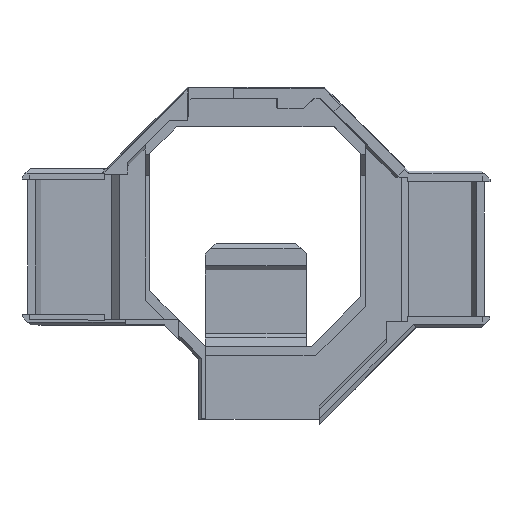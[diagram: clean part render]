
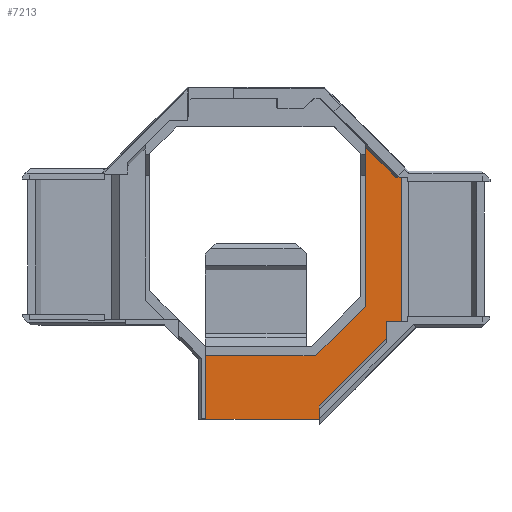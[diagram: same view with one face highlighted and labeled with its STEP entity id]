
A CAD part, top view. The second image highlights one B-rep face of the part: STEP entity #7213.
In plain terms, the highlighted planar face has unit normal (0, 0, 1).
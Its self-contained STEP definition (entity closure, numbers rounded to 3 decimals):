
#30=FACE_OUTER_BOUND('',#433,.T.);
#433=EDGE_LOOP('',(#4751,#4752,#4753,#4754,#4755,#4756,#4757,#4758,#4759,
#4760,#4761,#4762,#4763,#4764,#4765,#4766,#4767,#4768,#4769));
#892=LINE('',#9992,#1952);
#895=LINE('',#9998,#1955);
#902=LINE('',#10013,#1962);
#903=LINE('',#10015,#1963);
#904=LINE('',#10017,#1964);
#905=LINE('',#10018,#1965);
#906=LINE('',#10020,#1966);
#907=LINE('',#10022,#1967);
#908=LINE('',#10024,#1968);
#909=LINE('',#10026,#1969);
#910=LINE('',#10028,#1970);
#911=LINE('',#10030,#1971);
#912=LINE('',#10032,#1972);
#913=LINE('',#10034,#1973);
#914=LINE('',#10036,#1974);
#915=LINE('',#10038,#1975);
#916=LINE('',#10040,#1976);
#917=LINE('',#10041,#1977);
#918=LINE('',#10042,#1978);
#1952=VECTOR('',#8077,10.);
#1955=VECTOR('',#8082,10.);
#1962=VECTOR('',#8091,10.);
#1963=VECTOR('',#8092,10.);
#1964=VECTOR('',#8093,10.);
#1965=VECTOR('',#8094,10.);
#1966=VECTOR('',#8095,10.);
#1967=VECTOR('',#8096,10.);
#1968=VECTOR('',#8097,10.);
#1969=VECTOR('',#8098,10.);
#1970=VECTOR('',#8099,10.);
#1971=VECTOR('',#8100,10.);
#1972=VECTOR('',#8101,10.);
#1973=VECTOR('',#8102,10.);
#1974=VECTOR('',#8103,10.);
#1975=VECTOR('',#8104,10.);
#1976=VECTOR('',#8105,10.);
#1977=VECTOR('',#8106,10.);
#1978=VECTOR('',#8107,10.);
#3011=VERTEX_POINT('',#9989);
#3012=VERTEX_POINT('',#9991);
#3013=VERTEX_POINT('',#9996);
#3014=VERTEX_POINT('',#9997);
#3020=VERTEX_POINT('',#10011);
#3021=VERTEX_POINT('',#10012);
#3022=VERTEX_POINT('',#10014);
#3023=VERTEX_POINT('',#10016);
#3024=VERTEX_POINT('',#10019);
#3025=VERTEX_POINT('',#10021);
#3026=VERTEX_POINT('',#10023);
#3027=VERTEX_POINT('',#10025);
#3028=VERTEX_POINT('',#10027);
#3029=VERTEX_POINT('',#10029);
#3030=VERTEX_POINT('',#10031);
#3031=VERTEX_POINT('',#10033);
#3032=VERTEX_POINT('',#10035);
#3033=VERTEX_POINT('',#10037);
#3034=VERTEX_POINT('',#10039);
#3679=EDGE_CURVE('',#3012,#3011,#892,.T.);
#3682=EDGE_CURVE('',#3013,#3014,#895,.T.);
#3689=EDGE_CURVE('',#3020,#3021,#902,.T.);
#3690=EDGE_CURVE('',#3022,#3020,#903,.T.);
#3691=EDGE_CURVE('',#3023,#3022,#904,.T.);
#3692=EDGE_CURVE('',#3014,#3023,#905,.T.);
#3693=EDGE_CURVE('',#3013,#3024,#906,.T.);
#3694=EDGE_CURVE('',#3024,#3025,#907,.T.);
#3695=EDGE_CURVE('',#3025,#3026,#908,.T.);
#3696=EDGE_CURVE('',#3026,#3027,#909,.T.);
#3697=EDGE_CURVE('',#3027,#3028,#910,.T.);
#3698=EDGE_CURVE('',#3029,#3028,#911,.T.);
#3699=EDGE_CURVE('',#3029,#3030,#912,.T.);
#3700=EDGE_CURVE('',#3031,#3030,#913,.T.);
#3701=EDGE_CURVE('',#3031,#3032,#914,.T.);
#3702=EDGE_CURVE('',#3033,#3032,#915,.T.);
#3703=EDGE_CURVE('',#3034,#3033,#916,.T.);
#3704=EDGE_CURVE('',#3012,#3034,#917,.T.);
#3705=EDGE_CURVE('',#3021,#3011,#918,.T.);
#4751=ORIENTED_EDGE('',*,*,#3689,.F.);
#4752=ORIENTED_EDGE('',*,*,#3690,.F.);
#4753=ORIENTED_EDGE('',*,*,#3691,.F.);
#4754=ORIENTED_EDGE('',*,*,#3692,.F.);
#4755=ORIENTED_EDGE('',*,*,#3682,.F.);
#4756=ORIENTED_EDGE('',*,*,#3693,.T.);
#4757=ORIENTED_EDGE('',*,*,#3694,.T.);
#4758=ORIENTED_EDGE('',*,*,#3695,.T.);
#4759=ORIENTED_EDGE('',*,*,#3696,.T.);
#4760=ORIENTED_EDGE('',*,*,#3697,.T.);
#4761=ORIENTED_EDGE('',*,*,#3698,.F.);
#4762=ORIENTED_EDGE('',*,*,#3699,.T.);
#4763=ORIENTED_EDGE('',*,*,#3700,.F.);
#4764=ORIENTED_EDGE('',*,*,#3701,.T.);
#4765=ORIENTED_EDGE('',*,*,#3702,.F.);
#4766=ORIENTED_EDGE('',*,*,#3703,.F.);
#4767=ORIENTED_EDGE('',*,*,#3704,.F.);
#4768=ORIENTED_EDGE('',*,*,#3679,.T.);
#4769=ORIENTED_EDGE('',*,*,#3705,.F.);
#6811=PLANE('',#7617);
#7213=ADVANCED_FACE('',(#30),#6811,.T.);
#7617=AXIS2_PLACEMENT_3D('',#10010,#8089,#8090);
#8077=DIRECTION('',(0.,1.,0.));
#8082=DIRECTION('',(0.,1.,0.));
#8089=DIRECTION('center_axis',(0.,0.,1.));
#8090=DIRECTION('ref_axis',(1.,0.,0.));
#8091=DIRECTION('',(0.,-1.,0.));
#8092=DIRECTION('',(1.,0.,0.));
#8093=DIRECTION('',(0.707,-0.707,0.));
#8094=DIRECTION('',(0.707,-0.707,0.));
#8095=DIRECTION('',(-0.707,-0.707,0.));
#8096=DIRECTION('',(-1.,0.,0.));
#8097=DIRECTION('',(0.,1.,0.));
#8098=DIRECTION('',(-1.,0.,0.));
#8099=DIRECTION('',(0.,-1.,0.));
#8100=DIRECTION('',(1.,0.,0.));
#8101=DIRECTION('',(0.,-1.,0.));
#8102=DIRECTION('',(-1.,0.,0.));
#8103=DIRECTION('',(0.,1.,0.));
#8104=DIRECTION('',(-0.707,-0.707,0.));
#8105=DIRECTION('',(0.,-1.,0.));
#8106=DIRECTION('',(-1.,0.,0.));
#8107=DIRECTION('',(1.,0.,0.));
#9989=CARTESIAN_POINT('',(28.303,-18.702,-4.3));
#9991=CARTESIAN_POINT('',(28.303,-18.702,-4.3));
#9992=CARTESIAN_POINT('',(28.303,-18.852,-4.3));
#9996=CARTESIAN_POINT('',(20.169,-15.735,-4.3));
#9997=CARTESIAN_POINT('',(20.169,14.185,-4.3));
#9998=CARTESIAN_POINT('',(20.169,-0.775,-4.3));
#10010=CARTESIAN_POINT('Origin',(-0.562,-3.491,-4.3));
#10011=CARTESIAN_POINT('',(26.903,8.497,-4.3));
#10012=CARTESIAN_POINT('',(26.903,-18.702,-4.3));
#10013=CARTESIAN_POINT('',(26.903,1.66,-4.3));
#10014=CARTESIAN_POINT('',(25.856,8.497,-4.3));
#10015=CARTESIAN_POINT('',(29.405,8.497,-4.3));
#10016=CARTESIAN_POINT('',(22.875,11.478,-4.3));
#10017=CARTESIAN_POINT('',(18.454,15.899,-4.3));
#10018=CARTESIAN_POINT('',(16.098,18.255,-4.3));
#10019=CARTESIAN_POINT('',(10.841,-25.063,-4.3));
#10020=CARTESIAN_POINT('',(13.029,-22.874,-4.3));
#10021=CARTESIAN_POINT('',(8.214,-25.063,-4.3));
#10022=CARTESIAN_POINT('',(3.826,-25.063,-4.3));
#10023=CARTESIAN_POINT('',(8.214,-25.063,-4.3));
#10024=CARTESIAN_POINT('',(8.214,-14.026,-4.3));
#10025=CARTESIAN_POINT('',(-9.922,-25.063,-4.3));
#10026=CARTESIAN_POINT('',(-5.254,-25.063,-4.3));
#10027=CARTESIAN_POINT('',(-9.922,-36.977,-4.3));
#10028=CARTESIAN_POINT('',(-9.922,-37.009,-4.3));
#10029=CARTESIAN_POINT('',(-11.182,-36.977,-4.3));
#10030=CARTESIAN_POINT('',(0.66,-36.977,-4.3));
#10031=CARTESIAN_POINT('',(-11.182,-37.04,-4.3));
#10032=CARTESIAN_POINT('',(-11.182,-37.642,-4.3));
#10033=CARTESIAN_POINT('',(11.502,-37.04,-4.3));
#10034=CARTESIAN_POINT('',(12.502,-37.04,-4.3));
#10035=CARTESIAN_POINT('',(11.502,-34.505,-4.3));
#10036=CARTESIAN_POINT('',(11.502,-37.04,-4.3));
#10037=CARTESIAN_POINT('',(26.947,-19.06,-4.3));
#10038=CARTESIAN_POINT('',(20.096,-25.911,-4.3));
#10039=CARTESIAN_POINT('',(26.947,-18.702,-4.3));
#10040=CARTESIAN_POINT('',(26.947,-11.964,-4.3));
#10041=CARTESIAN_POINT('',(32.023,-18.702,-4.3));
#10042=CARTESIAN_POINT('',(19.678,-18.702,-4.3));
